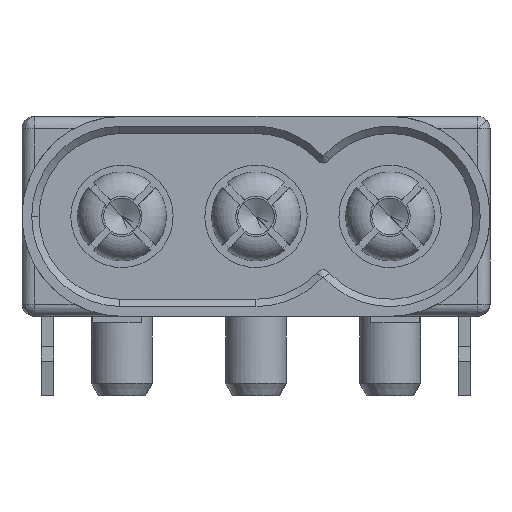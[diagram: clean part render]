
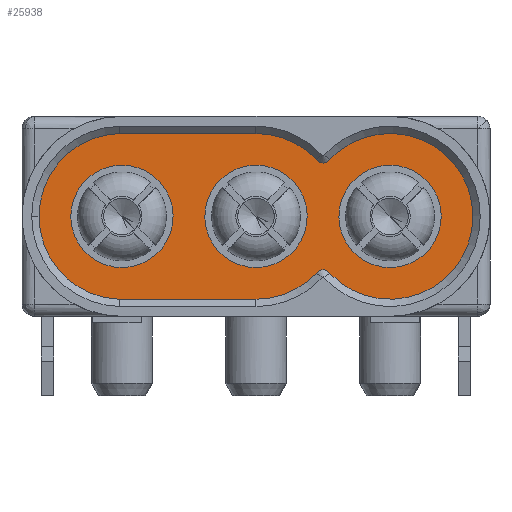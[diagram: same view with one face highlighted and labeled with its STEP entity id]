
A CAD part, front view. The second image highlights one B-rep face of the part: STEP entity #25938.
In plain terms, the highlighted planar face has unit normal (0, -1, 0).
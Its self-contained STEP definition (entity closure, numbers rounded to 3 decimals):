
#123 = VERTEX_POINT ( 'NONE', #415 ) ;
#346 = EDGE_CURVE ( 'NONE', #6666, #8815, #7413, .T. ) ;
#415 = CARTESIAN_POINT ( 'NONE',  ( -4.996, 2.9, -2.531 ) ) ;
#490 = CARTESIAN_POINT ( 'NONE',  ( -3.7, 2.9, -0.7 ) ) ;
#600 = DIRECTION ( 'NONE',  ( 0., 0., -1. ) ) ;
#717 = CIRCLE ( 'NONE', #1398, 0.334 ) ;
#729 = EDGE_CURVE ( 'NONE', #12261, #18433, #8811, .T. ) ;
#784 = CARTESIAN_POINT ( 'NONE',  ( 7.4, 2.9, -4.1 ) ) ;
#837 = CARTESIAN_POINT ( 'NONE',  ( 6.004, 2.9, -2.531 ) ) ;
#1014 = EDGE_LOOP ( 'NONE', ( #26069, #19284, #8922, #11299, #12668, #2401, #8225, #20827, #7131 ) ) ;
#1398 = AXIS2_PLACEMENT_3D ( 'NONE', #21379, #8562, #23538 ) ;
#1469 = CARTESIAN_POINT ( 'NONE',  ( 1.9, 2.9, -0.7 ) ) ;
#1575 = AXIS2_PLACEMENT_3D ( 'NONE', #9699, #24668, #11864 ) ;
#1948 = CARTESIAN_POINT ( 'NONE',  ( 4.373, 2.9, -1.766 ) ) ;
#2059 = VECTOR ( 'NONE', #16323, 1000. ) ;
#2203 = AXIS2_PLACEMENT_3D ( 'NONE', #25709, #23631, #21468 ) ;
#2401 = ORIENTED_EDGE ( 'NONE', *, *, #346, .T. ) ;
#2588 = DIRECTION ( 'NONE',  ( -1., 0., 0. ) ) ;
#2657 = EDGE_LOOP ( 'NONE', ( #26211, #14193 ) ) ;
#2724 = EDGE_LOOP ( 'NONE', ( #12468, #4082 ) ) ;
#2897 = DIRECTION ( 'NONE',  ( 0., 0., -1. ) ) ;
#3550 = AXIS2_PLACEMENT_3D ( 'NONE', #784, #15694, #2897 ) ;
#3656 = EDGE_CURVE ( 'NONE', #25441, #11459, #3663, .T. ) ;
#3663 = CIRCLE ( 'NONE', #2203, 2.1 ) ;
#3950 = DIRECTION ( 'NONE',  ( 0., -1., 0. ) ) ;
#3952 = DIRECTION ( 'NONE',  ( 0., 1., 0. ) ) ;
#4082 = ORIENTED_EDGE ( 'NONE', *, *, #21834, .F. ) ;
#4789 = CARTESIAN_POINT ( 'NONE',  ( 1.9, 2.9, -4.1 ) ) ;
#5047 = VERTEX_POINT ( 'NONE', #837 ) ;
#5147 = ORIENTED_EDGE ( 'NONE', *, *, #17095, .F. ) ;
#5534 = AXIS2_PLACEMENT_3D ( 'NONE', #16741, #3950, #18869 ) ;
#6045 = CARTESIAN_POINT ( 'NONE',  ( -3.7, 2.9, -0.7 ) ) ;
#6170 = CARTESIAN_POINT ( 'NONE',  ( 0.504, 2.9, -2.531 ) ) ;
#6569 = FACE_OUTER_BOUND ( 'NONE', #1014, .T. ) ;
#6666 = VERTEX_POINT ( 'NONE', #6045 ) ;
#6927 = VERTEX_POINT ( 'NONE', #8503 ) ;
#6928 = DIRECTION ( 'NONE',  ( 0., 0., -1. ) ) ;
#7131 = ORIENTED_EDGE ( 'NONE', *, *, #13568, .T. ) ;
#7159 = DIRECTION ( 'NONE',  ( 0., -1., 0. ) ) ;
#7413 = CIRCLE ( 'NONE', #10883, 3.401 ) ;
#7640 = EDGE_CURVE ( 'NONE', #18433, #6666, #18834, .T. ) ;
#7710 = DIRECTION ( 'NONE',  ( 0., -1., 0. ) ) ;
#7765 = CARTESIAN_POINT ( 'NONE',  ( -7.001, 2.9, -4.1 ) ) ;
#7849 = CARTESIAN_POINT ( 'NONE',  ( -3.6, 2.9, -4.1 ) ) ;
#7888 = CIRCLE ( 'NONE', #19402, 3.4 ) ;
#8225 = ORIENTED_EDGE ( 'NONE', *, *, #13319, .T. ) ;
#8503 = CARTESIAN_POINT ( 'NONE',  ( 4.927, 2.9, -1.766 ) ) ;
#8562 = DIRECTION ( 'NONE',  ( 0., 1., 0. ) ) ;
#8811 = CIRCLE ( 'NONE', #14675, 3.4 ) ;
#8815 = VERTEX_POINT ( 'NONE', #7765 ) ;
#8922 = ORIENTED_EDGE ( 'NONE', *, *, #27022, .T. ) ;
#9234 = AXIS2_PLACEMENT_3D ( 'NONE', #4789, #19726, #6928 ) ;
#9271 = EDGE_LOOP ( 'NONE', ( #10737, #5147 ) ) ;
#9495 = CIRCLE ( 'NONE', #5534, 3.4 ) ;
#9699 = CARTESIAN_POINT ( 'NONE',  ( 7.4, 2.9, -4.1 ) ) ;
#9980 = DIRECTION ( 'NONE',  ( 0., 0., -1. ) ) ;
#10737 = ORIENTED_EDGE ( 'NONE', *, *, #3656, .F. ) ;
#10883 = AXIS2_PLACEMENT_3D ( 'NONE', #19639, #7710, #14153 ) ;
#10887 = VERTEX_POINT ( 'NONE', #18945 ) ;
#10893 = FACE_BOUND ( 'NONE', #2724, .T. ) ;
#11299 = ORIENTED_EDGE ( 'NONE', *, *, #729, .T. ) ;
#11459 = VERTEX_POINT ( 'NONE', #27235 ) ;
#11864 = DIRECTION ( 'NONE',  ( 0., 0., -1. ) ) ;
#12261 = VERTEX_POINT ( 'NONE', #1948 ) ;
#12458 = CARTESIAN_POINT ( 'NONE',  ( 1.9, 2.9, -4.1 ) ) ;
#12468 = ORIENTED_EDGE ( 'NONE', *, *, #12544, .F. ) ;
#12544 = EDGE_CURVE ( 'NONE', #5047, #15602, #25590, .T. ) ;
#12583 = DIRECTION ( 'NONE',  ( 0., -1., 0. ) ) ;
#12668 = ORIENTED_EDGE ( 'NONE', *, *, #7640, .T. ) ;
#13091 = AXIS2_PLACEMENT_3D ( 'NONE', #16743, #3952, #18872 ) ;
#13318 = DIRECTION ( 'NONE',  ( 0., -1., 0. ) ) ;
#13319 = EDGE_CURVE ( 'NONE', #8815, #25374, #18965, .T. ) ;
#13568 = EDGE_CURVE ( 'NONE', #21631, #22429, #7888, .T. ) ;
#14041 = LINE ( 'NONE', #20531, #2059 ) ;
#14153 = DIRECTION ( 'NONE',  ( -1., 0., 0. ) ) ;
#14193 = ORIENTED_EDGE ( 'NONE', *, *, #25316, .F. ) ;
#14638 = DIRECTION ( 'NONE',  ( -1., 0., 0. ) ) ;
#14675 = AXIS2_PLACEMENT_3D ( 'NONE', #24669, #24646, #24641 ) ;
#14692 = CARTESIAN_POINT ( 'NONE',  ( -3.7, 2.9, -7.5 ) ) ;
#14777 = CARTESIAN_POINT ( 'NONE',  ( 1.9, 2.9, -7.5 ) ) ;
#15602 = VERTEX_POINT ( 'NONE', #24994 ) ;
#15694 = DIRECTION ( 'NONE',  ( 0., -1., 0. ) ) ;
#15760 = EDGE_CURVE ( 'NONE', #22429, #10887, #717, .T. ) ;
#15955 = VERTEX_POINT ( 'NONE', #19770 ) ;
#16323 = DIRECTION ( 'NONE',  ( 1., 0., 0. ) ) ;
#16741 = CARTESIAN_POINT ( 'NONE',  ( 7.4, 2.9, -4.1 ) ) ;
#16743 = CARTESIAN_POINT ( 'NONE',  ( 4.65, 2.9, -1.58 ) ) ;
#17073 = AXIS2_PLACEMENT_3D ( 'NONE', #19973, #7159, #22117 ) ;
#17095 = EDGE_CURVE ( 'NONE', #11459, #25441, #25660, .T. ) ;
#18097 = AXIS2_PLACEMENT_3D ( 'NONE', #21127, #12583, #27445 ) ;
#18433 = VERTEX_POINT ( 'NONE', #1469 ) ;
#18562 = CIRCLE ( 'NONE', #13091, 0.334 ) ;
#18692 = CIRCLE ( 'NONE', #24683, 2.1 ) ;
#18834 = LINE ( 'NONE', #490, #21502 ) ;
#18869 = DIRECTION ( 'NONE',  ( -1., 0., 0. ) ) ;
#18872 = DIRECTION ( 'NONE',  ( -1., 0., 0. ) ) ;
#18945 = CARTESIAN_POINT ( 'NONE',  ( 4.927, 2.9, -6.434 ) ) ;
#18965 = CIRCLE ( 'NONE', #17073, 3.401 ) ;
#19273 = EDGE_CURVE ( 'NONE', #10887, #6927, #9495, .T. ) ;
#19284 = ORIENTED_EDGE ( 'NONE', *, *, #19273, .T. ) ;
#19402 = AXIS2_PLACEMENT_3D ( 'NONE', #12458, #27326, #14638 ) ;
#19639 = CARTESIAN_POINT ( 'NONE',  ( -3.6, 2.9, -4.1 ) ) ;
#19726 = DIRECTION ( 'NONE',  ( 0., -1., 0. ) ) ;
#19770 = CARTESIAN_POINT ( 'NONE',  ( -2.204, 2.9, -5.669 ) ) ;
#19972 = CIRCLE ( 'NONE', #24878, 2.1 ) ;
#19973 = CARTESIAN_POINT ( 'NONE',  ( -3.6, 2.9, -4.1 ) ) ;
#20324 = CARTESIAN_POINT ( 'NONE',  ( 4.373, 2.9, -6.434 ) ) ;
#20531 = CARTESIAN_POINT ( 'NONE',  ( 1.9, 2.9, -7.5 ) ) ;
#20827 = ORIENTED_EDGE ( 'NONE', *, *, #21992, .T. ) ;
#21127 = CARTESIAN_POINT ( 'NONE',  ( 0., 2.9, -6.45 ) ) ;
#21379 = CARTESIAN_POINT ( 'NONE',  ( 4.65, 2.9, -6.62 ) ) ;
#21468 = DIRECTION ( 'NONE',  ( 0., 0., -1. ) ) ;
#21502 = VECTOR ( 'NONE', #2588, 1000. ) ;
#21631 = VERTEX_POINT ( 'NONE', #14777 ) ;
#21834 = EDGE_CURVE ( 'NONE', #15602, #5047, #22430, .T. ) ;
#21992 = EDGE_CURVE ( 'NONE', #25374, #21631, #14041, .T. ) ;
#22117 = DIRECTION ( 'NONE',  ( -1., 0., 0. ) ) ;
#22429 = VERTEX_POINT ( 'NONE', #20324 ) ;
#22430 = CIRCLE ( 'NONE', #3550, 2.1 ) ;
#22817 = DIRECTION ( 'NONE',  ( 0., -1., 0. ) ) ;
#23538 = DIRECTION ( 'NONE',  ( -1., 0., 0. ) ) ;
#23631 = DIRECTION ( 'NONE',  ( 0., -1., 0. ) ) ;
#23929 = EDGE_CURVE ( 'NONE', #123, #15955, #18692, .T. ) ;
#24641 = DIRECTION ( 'NONE',  ( -1., 0., 0. ) ) ;
#24646 = DIRECTION ( 'NONE',  ( 0., -1., 0. ) ) ;
#24668 = DIRECTION ( 'NONE',  ( 0., -1., 0. ) ) ;
#24669 = CARTESIAN_POINT ( 'NONE',  ( 1.9, 2.9, -4.1 ) ) ;
#24683 = AXIS2_PLACEMENT_3D ( 'NONE', #26103, #13318, #600 ) ;
#24878 = AXIS2_PLACEMENT_3D ( 'NONE', #7849, #22817, #9980 ) ;
#24994 = CARTESIAN_POINT ( 'NONE',  ( 8.796, 2.9, -5.669 ) ) ;
#25316 = EDGE_CURVE ( 'NONE', #15955, #123, #19972, .T. ) ;
#25374 = VERTEX_POINT ( 'NONE', #14692 ) ;
#25377 = PLANE ( 'NONE',  #18097 ) ;
#25441 = VERTEX_POINT ( 'NONE', #6170 ) ;
#25590 = CIRCLE ( 'NONE', #1575, 2.1 ) ;
#25660 = CIRCLE ( 'NONE', #9234, 2.1 ) ;
#25709 = CARTESIAN_POINT ( 'NONE',  ( 1.9, 2.9, -4.1 ) ) ;
#25938 = ADVANCED_FACE ( 'NONE', ( #10893, #26548, #27193, #6569 ), #25377, .T. ) ;
#26069 = ORIENTED_EDGE ( 'NONE', *, *, #15760, .T. ) ;
#26103 = CARTESIAN_POINT ( 'NONE',  ( -3.6, 2.9, -4.1 ) ) ;
#26211 = ORIENTED_EDGE ( 'NONE', *, *, #23929, .F. ) ;
#26548 = FACE_BOUND ( 'NONE', #9271, .T. ) ;
#27022 = EDGE_CURVE ( 'NONE', #6927, #12261, #18562, .T. ) ;
#27193 = FACE_BOUND ( 'NONE', #2657, .T. ) ;
#27235 = CARTESIAN_POINT ( 'NONE',  ( 3.296, 2.9, -5.669 ) ) ;
#27326 = DIRECTION ( 'NONE',  ( 0., -1., 0. ) ) ;
#27445 = DIRECTION ( 'NONE',  ( -1., 0., 0. ) ) ;
